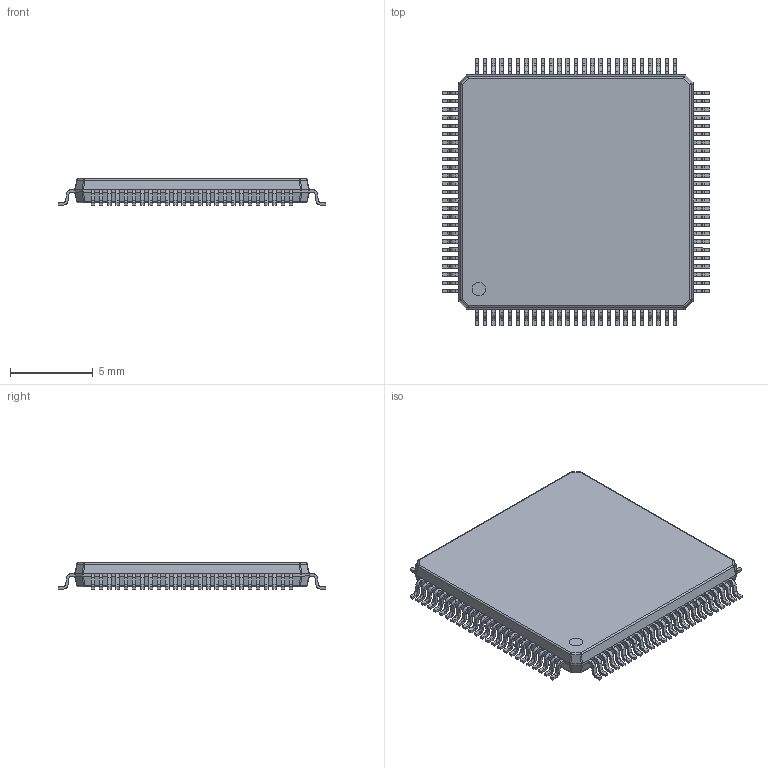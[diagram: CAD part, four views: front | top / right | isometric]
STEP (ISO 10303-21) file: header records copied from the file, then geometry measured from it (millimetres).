
FILE_DESCRIPTION(('STEP AP214'), '1');
FILE_NAME('MS-026BED', '2016-08-22T15:52:20', ('Nobody'), (''), 'ASCON STEP Converter 1.3', 'ASCON Math Kernel', '');
FILE_SCHEMA(('AUTOMOTIVE_DESIGN { 1 0 10303 214 3 1 1}'));
Length unit declared in the file: millimetre
Bounding box: 16.2 x 16.2 x 1.6 mm (x, y, z)
Volume: 292.5 mm3; surface area: 606.6 mm2
Topology: 101 solids, 101 shells, 1482 faces, 4178 edges, 2983 vertices
Faces by surface type: plane 1027, cylinder 439, bspline 16
Entity records: 60326 total; most frequent: CARTESIAN_POINT 8454, DIRECTION 8127, ORIENTED_EDGE 7524, EDGE_CURVE 3762, LINE 3095, VECTOR 3095, AXIS2_PLACEMENT_3D 2516, VERTEX_POINT 2483
